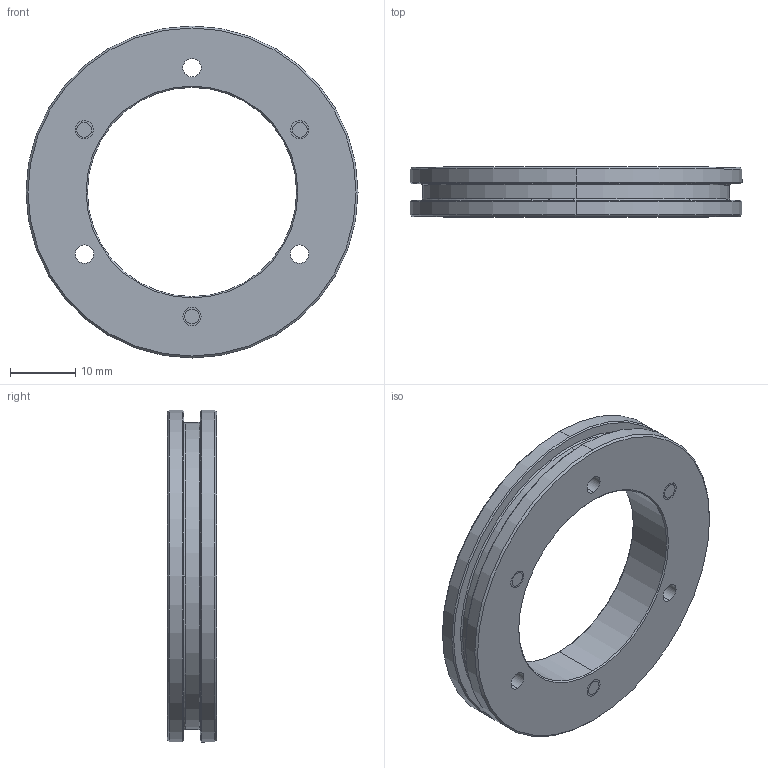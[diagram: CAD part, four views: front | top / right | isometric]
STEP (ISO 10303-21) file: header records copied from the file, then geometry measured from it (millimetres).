
FILE_DESCRIPTION (( 'STEP AP214' ), '1' );
FILE_NAME ('TRDA-20R1D.STEP', '2020-03-03T22:21:23', ( '' ), ( '' ), 'SwSTEP 2.0', 'SolidWorks 2017', '' );
FILE_SCHEMA (( 'AUTOMOTIVE_DESIGN' ));
Length unit declared in the file: inch
Products named in the file (1): TRDA-20R1D
Bounding box: 50.8 x 7.6 x 50.8 mm (x, y, z)
Volume: 8317.8 mm3; surface area: 5425.7 mm2
Topology: 4 solids, 4 shells, 73 faces, 166 edges, 106 vertices
Faces by surface type: cylinder 32, cone 24, plane 13, bspline 4
Entity records: 2415 total; most frequent: CARTESIAN_POINT 606, DIRECTION 400, ORIENTED_EDGE 332, AXIS2_PLACEMENT_3D 172, EDGE_CURVE 166, VERTEX_POINT 106, CIRCLE 102, EDGE_LOOP 92
